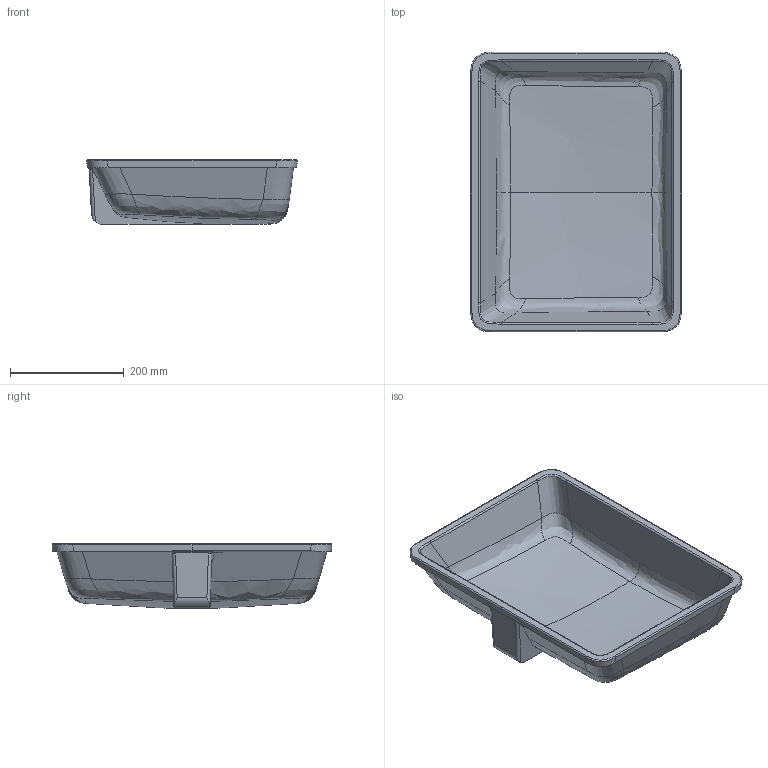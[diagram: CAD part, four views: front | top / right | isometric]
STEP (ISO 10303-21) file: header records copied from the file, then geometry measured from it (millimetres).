
FILE_DESCRIPTION(/* description */ ('Unknown'),/* implementation_level */ '2;1');
FILE_NAME(/* name */ '3948000H',/* time_stamp */ '2022-09-09T11:35:39+02:00',/* author */ ('Unknown'),/* organization */ ('GROHE AG'),/* preprocessor_version */ 'ST-DEVELOPER v16.7',/* originating_system */ 'DEX',/* authorisation */ $);
FILE_SCHEMA (('AUTOMOTIVE_DESIGN {1 0 10303 214 3 1 1}'));
Length unit declared in the file: millimetre
Products named in the file (2): 3948000H; 3D EUROCUBE 3848000H Under counter 50
Assembly tree (1 placements, depth 2):
  3948000H
    3D EUROCUBE 3848000H Under counter 50
Bounding box: 370.04 x 492 x 114.04 mm (x, y, z)
Volume: 3389345.7 mm3; surface area: 573646.7 mm2
Topology: 1 solids, 1 shells, 90 faces, 291 edges, 203 vertices
Faces by surface type: bspline 50, plane 23, cylinder 15, cone 2
Entity records: 11295 total; most frequent: CARTESIAN_POINT 8445, ORIENTED_EDGE 580, DIRECTION 300, EDGE_CURVE 290, VERTEX_POINT 203, B_SPLINE_CURVE_WITH_KNOTS 116, AXIS2_PLACEMENT_3D 112, EDGE_LOOP 91
